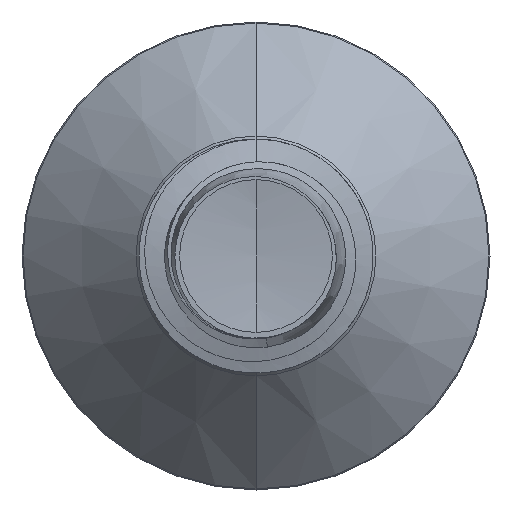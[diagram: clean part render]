
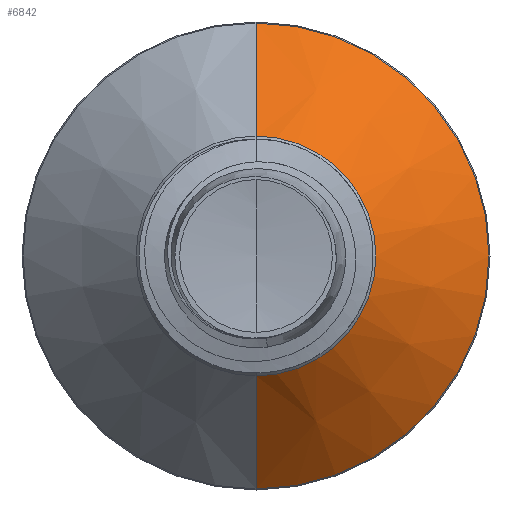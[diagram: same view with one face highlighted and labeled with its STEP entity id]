
A CAD part, front view. The second image highlights one B-rep face of the part: STEP entity #6842.
In plain terms, the highlighted conical face has half-angle 45 degrees and reference radius 2.563 mm.
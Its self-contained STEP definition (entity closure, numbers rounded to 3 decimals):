
#624 = LINE ( 'NONE', #10785, #1582 ) ;
#1477 = VERTEX_POINT ( 'NONE', #8915 ) ;
#1582 = VECTOR ( 'NONE', #11674, 1000. ) ;
#1585 = CARTESIAN_POINT ( 'NONE',  ( 0., 3.813, 0. ) ) ;
#1631 = DIRECTION ( 'NONE',  ( 0., 0., 1. ) ) ;
#1847 = EDGE_CURVE ( 'NONE', #1477, #9995, #2876, .T. ) ;
#1989 = CONICAL_SURFACE ( 'NONE', #5575, 2.563, 0.785 ) ;
#2777 = FACE_OUTER_BOUND ( 'NONE', #7302, .T. ) ;
#2876 = CIRCLE ( 'NONE', #12350, 2.563 ) ;
#3205 = CIRCLE ( 'NONE', #12520, 4.978 ) ;
#3242 = VERTEX_POINT ( 'NONE', #6370 ) ;
#3769 = ORIENTED_EDGE ( 'NONE', *, *, #1847, .T. ) ;
#3810 = DIRECTION ( 'NONE',  ( 0., 1., 0. ) ) ;
#3965 = ORIENTED_EDGE ( 'NONE', *, *, #4281, .T. ) ;
#4281 = EDGE_CURVE ( 'NONE', #9995, #8697, #9175, .T. ) ;
#4553 = CARTESIAN_POINT ( 'NONE',  ( 0., 3.813, -2.563 ) ) ;
#4569 = ORIENTED_EDGE ( 'NONE', *, *, #12558, .F. ) ;
#4623 = CARTESIAN_POINT ( 'NONE',  ( 0., 6.228, 0. ) ) ;
#5351 = ORIENTED_EDGE ( 'NONE', *, *, #11080, .F. ) ;
#5575 = AXIS2_PLACEMENT_3D ( 'NONE', #1585, #7489, #1631 ) ;
#5579 = DIRECTION ( 'NONE',  ( 0., 0., 1. ) ) ;
#6370 = CARTESIAN_POINT ( 'NONE',  ( 0., 6.228, 4.978 ) ) ;
#6842 = ADVANCED_FACE ( 'NONE', ( #2777 ), #1989, .T. ) ;
#7302 = EDGE_LOOP ( 'NONE', ( #3769, #3965, #4569, #5351 ) ) ;
#7489 = DIRECTION ( 'NONE',  ( 0., 1., 0. ) ) ;
#8664 = CARTESIAN_POINT ( 'NONE',  ( 0., 6.228, -4.978 ) ) ;
#8697 = VERTEX_POINT ( 'NONE', #8664 ) ;
#8901 = VECTOR ( 'NONE', #9314, 1000. ) ;
#8915 = CARTESIAN_POINT ( 'NONE',  ( 0., 3.813, 2.563 ) ) ;
#9048 = CARTESIAN_POINT ( 'NONE',  ( 0., 3.813, 0. ) ) ;
#9175 = LINE ( 'NONE', #4553, #8901 ) ;
#9232 = DIRECTION ( 'NONE',  ( 0., 0., 1. ) ) ;
#9314 = DIRECTION ( 'NONE',  ( 0., 0.707, -0.707 ) ) ;
#9995 = VERTEX_POINT ( 'NONE', #11260 ) ;
#10785 = CARTESIAN_POINT ( 'NONE',  ( 0., 3.813, 2.563 ) ) ;
#11080 = EDGE_CURVE ( 'NONE', #1477, #3242, #624, .T. ) ;
#11207 = DIRECTION ( 'NONE',  ( 0., 1., 0. ) ) ;
#11260 = CARTESIAN_POINT ( 'NONE',  ( 0., 3.813, -2.563 ) ) ;
#11674 = DIRECTION ( 'NONE',  ( 0., 0.707, 0.707 ) ) ;
#12350 = AXIS2_PLACEMENT_3D ( 'NONE', #9048, #3810, #9232 ) ;
#12520 = AXIS2_PLACEMENT_3D ( 'NONE', #4623, #11207, #5579 ) ;
#12558 = EDGE_CURVE ( 'NONE', #3242, #8697, #3205, .T. ) ;
